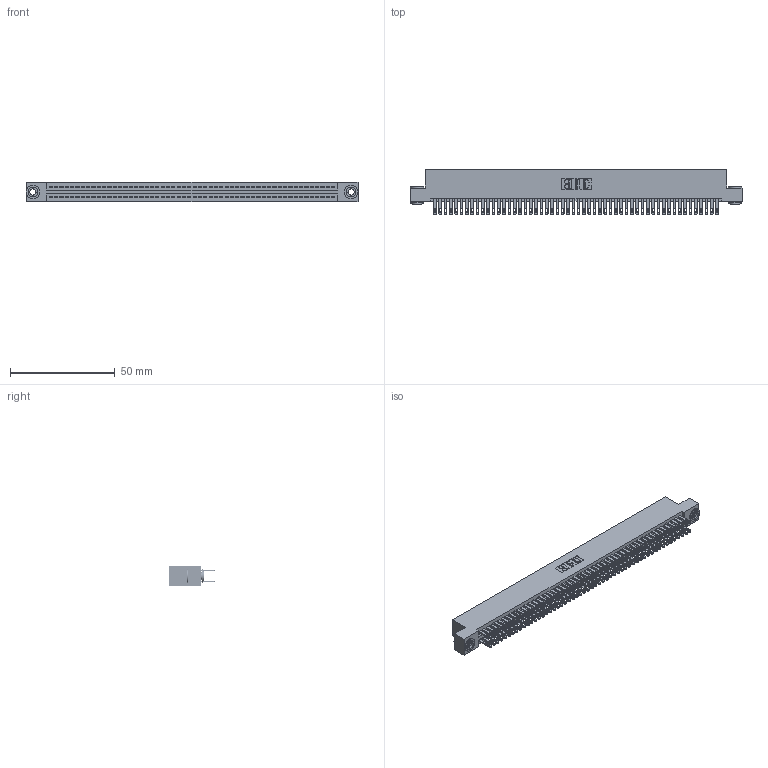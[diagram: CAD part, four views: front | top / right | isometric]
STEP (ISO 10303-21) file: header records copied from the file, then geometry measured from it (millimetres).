
FILE_DESCRIPTION (( 'STEP AP203' ), '1' );
FILE_NAME ('345-108-500-203.STEP', '2018-10-07T04:37:13', ( '' ), ( '' ), 'SwSTEP 2.0', 'SolidWorks 2016', '' );
FILE_SCHEMA (( 'CONFIG_CONTROL_DESIGN' ));
Length unit declared in the file: inch
Products named in the file (4): 345-292-001_345-293-100; 345-250-002_345-250-002-102; 345-108-500-203; 345 Part_Flush Mounting Lugs - 0.156 Dia-TH
Assembly tree (111 placements, depth 2):
  345-108-500-203
    345 Part_Flush Mounting Lugs - 0.156 Dia-TH
    345-292-001_345-293-100  x108
    345-250-002_345-250-002-102  x2
Bounding box: 158.37 x 21.51 x 9.4 mm (x, y, z)
Volume: 15844.9 mm3; surface area: 24960.3 mm2
Topology: 111 solids, 111 shells, 5132 faces, 15645 edges, 10426 vertices
Faces by surface type: plane 3006, cylinder 2118, cone 8
Entity records: 41334 total; most frequent: CARTESIAN_POINT 6891, ORIENTED_EDGE 6818, DIRECTION 6095, EDGE_CURVE 3409, VECTOR 3033, LINE 3033, VERTEX_POINT 2270, AXIS2_PLACEMENT_3D 1531
